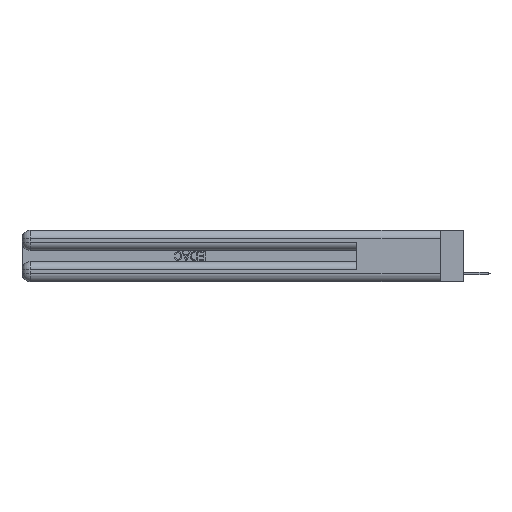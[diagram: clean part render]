
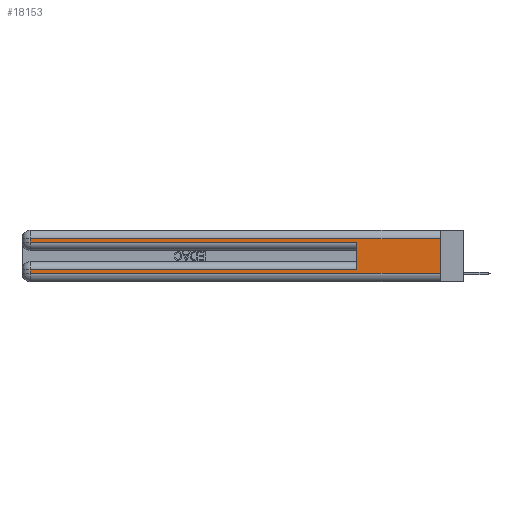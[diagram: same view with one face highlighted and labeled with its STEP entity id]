
A CAD part, left-side view. The second image highlights one B-rep face of the part: STEP entity #18153.
In plain terms, the highlighted planar face has unit normal (-1, 0, 0).
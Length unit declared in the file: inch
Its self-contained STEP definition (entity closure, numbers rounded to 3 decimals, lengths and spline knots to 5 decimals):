
#956 = EDGE_CURVE ( 'NONE', #27220, #34025, #31299, .T. ) ;
#1289 = VECTOR ( 'NONE', #1656, 39.37008 ) ;
#1476 = DIRECTION ( 'NONE',  ( 0., -1., 0. ) ) ;
#1483 = ORIENTED_EDGE ( 'NONE', *, *, #13590, .T. ) ;
#1501 = LINE ( 'NONE', #21111, #24139 ) ;
#1656 = DIRECTION ( 'NONE',  ( 0., 1., 0. ) ) ;
#2026 = ORIENTED_EDGE ( 'NONE', *, *, #30579, .T. ) ;
#2099 = EDGE_CURVE ( 'NONE', #27220, #8894, #15351, .T. ) ;
#3584 = DIRECTION ( 'NONE',  ( 0., 0., -1. ) ) ;
#3811 = PLANE ( 'NONE',  #12417 ) ;
#3892 = CARTESIAN_POINT ( 'NONE',  ( 0., 0., 0.285 ) ) ;
#4475 = VERTEX_POINT ( 'NONE', #14443 ) ;
#6332 = DIRECTION ( 'NONE',  ( 0., 0., -1. ) ) ;
#6484 = DIRECTION ( 'NONE',  ( 0., -1., 0. ) ) ;
#7806 = VECTOR ( 'NONE', #26671, 39.37008 ) ;
#8493 = CARTESIAN_POINT ( 'NONE',  ( 0., 0., 0.31 ) ) ;
#8894 = VERTEX_POINT ( 'NONE', #17920 ) ;
#9673 = CARTESIAN_POINT ( 'NONE',  ( 0., 0., 0.085 ) ) ;
#10004 = DIRECTION ( 'NONE',  ( 0., 0., 1. ) ) ;
#10170 = VECTOR ( 'NONE', #35292, 39.37008 ) ;
#11526 = CARTESIAN_POINT ( 'NONE',  ( 0., 0.6, 0.285 ) ) ;
#11550 = VECTOR ( 'NONE', #27978, 39.37008 ) ;
#11733 = CARTESIAN_POINT ( 'NONE',  ( 0., 0., 0.06 ) ) ;
#11896 = CARTESIAN_POINT ( 'NONE',  ( 0., 2.94, 0.06 ) ) ;
#12031 = FACE_OUTER_BOUND ( 'NONE', #15182, .T. ) ;
#12079 = CARTESIAN_POINT ( 'NONE',  ( 0., 2.94, 0.37 ) ) ;
#12417 = AXIS2_PLACEMENT_3D ( 'NONE', #22555, #28396, #3584 ) ;
#12662 = VECTOR ( 'NONE', #6484, 39.37008 ) ;
#12726 = EDGE_CURVE ( 'NONE', #8894, #4475, #20420, .T. ) ;
#13507 = LINE ( 'NONE', #18337, #12662 ) ;
#13590 = EDGE_CURVE ( 'NONE', #22885, #17640, #26296, .T. ) ;
#14303 = VERTEX_POINT ( 'NONE', #29109 ) ;
#14443 = CARTESIAN_POINT ( 'NONE',  ( 0., 2.94, 0.285 ) ) ;
#14735 = VECTOR ( 'NONE', #1476, 39.37008 ) ;
#15182 = EDGE_LOOP ( 'NONE', ( #16913, #32863, #32900, #21152, #29566, #2026, #1483, #21303 ) ) ;
#15351 = LINE ( 'NONE', #25324, #11550 ) ;
#16913 = ORIENTED_EDGE ( 'NONE', *, *, #956, .F. ) ;
#17640 = VERTEX_POINT ( 'NONE', #11896 ) ;
#17785 = VECTOR ( 'NONE', #6332, 39.37008 ) ;
#17920 = CARTESIAN_POINT ( 'NONE',  ( 0., 2.94, 0.31 ) ) ;
#18153 = ADVANCED_FACE ( 'NONE', ( #12031 ), #3811, .F. ) ;
#18337 = CARTESIAN_POINT ( 'NONE',  ( 0., 0., 0.06 ) ) ;
#20420 = LINE ( 'NONE', #35057, #10170 ) ;
#21111 = CARTESIAN_POINT ( 'NONE',  ( 0., 0.6, 0.145 ) ) ;
#21152 = ORIENTED_EDGE ( 'NONE', *, *, #33631, .T. ) ;
#21303 = ORIENTED_EDGE ( 'NONE', *, *, #26692, .T. ) ;
#21382 = CARTESIAN_POINT ( 'NONE',  ( 0., 2.94, 0.085 ) ) ;
#22250 = EDGE_CURVE ( 'NONE', #14303, #29260, #1501, .T. ) ;
#22555 = CARTESIAN_POINT ( 'NONE',  ( 0., 0., 0.37 ) ) ;
#22885 = VERTEX_POINT ( 'NONE', #21382 ) ;
#23080 = LINE ( 'NONE', #9673, #1289 ) ;
#24139 = VECTOR ( 'NONE', #10004, 39.37008 ) ;
#25324 = CARTESIAN_POINT ( 'NONE',  ( 0., 0., 0.31 ) ) ;
#26296 = LINE ( 'NONE', #12079, #17785 ) ;
#26671 = DIRECTION ( 'NONE',  ( 0., 0., -1. ) ) ;
#26692 = EDGE_CURVE ( 'NONE', #17640, #34025, #13507, .T. ) ;
#27220 = VERTEX_POINT ( 'NONE', #8493 ) ;
#27978 = DIRECTION ( 'NONE',  ( 0., 1., 0. ) ) ;
#28396 = DIRECTION ( 'NONE',  ( 1., 0., 0. ) ) ;
#29109 = CARTESIAN_POINT ( 'NONE',  ( 0., 0.6, 0.085 ) ) ;
#29260 = VERTEX_POINT ( 'NONE', #11526 ) ;
#29566 = ORIENTED_EDGE ( 'NONE', *, *, #22250, .F. ) ;
#30579 = EDGE_CURVE ( 'NONE', #14303, #22885, #23080, .T. ) ;
#31290 = CARTESIAN_POINT ( 'NONE',  ( 0., 0., 0.37 ) ) ;
#31299 = LINE ( 'NONE', #31290, #7806 ) ;
#32863 = ORIENTED_EDGE ( 'NONE', *, *, #2099, .T. ) ;
#32900 = ORIENTED_EDGE ( 'NONE', *, *, #12726, .T. ) ;
#33484 = LINE ( 'NONE', #3892, #14735 ) ;
#33631 = EDGE_CURVE ( 'NONE', #4475, #29260, #33484, .T. ) ;
#34025 = VERTEX_POINT ( 'NONE', #11733 ) ;
#35057 = CARTESIAN_POINT ( 'NONE',  ( 0., 2.94, 0.37 ) ) ;
#35292 = DIRECTION ( 'NONE',  ( 0., 0., -1. ) ) ;
